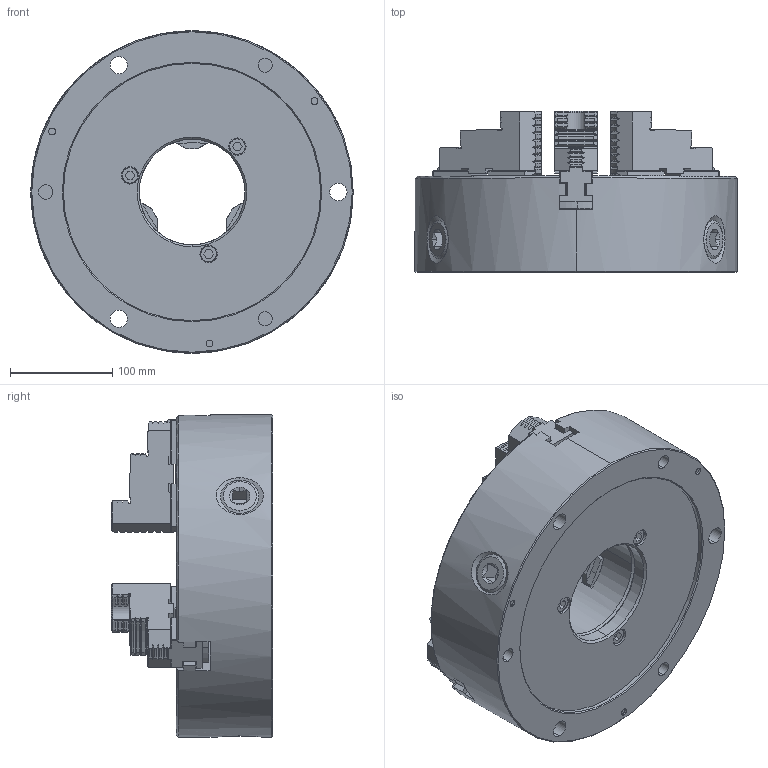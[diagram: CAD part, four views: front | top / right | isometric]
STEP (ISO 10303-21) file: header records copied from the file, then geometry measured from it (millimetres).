
FILE_DESCRIPTION (( 'STEP AP203' ), '1' );
FILE_NAME ('PS3-315A(F).STEP', '2023-02-18T00:44:06', ( '' ), ( '' ), 'SwSTEP 2.0', 'SolidWorks 2021', '' );
FILE_SCHEMA (( 'CONFIG_CONTROL_DESIGN' ));
Length unit declared in the file: millimetre
Products named in the file (6): PS3-315A(F); m12x40; huazhou1; m12x25; 攫极; dingzhao
Assembly tree (13 placements, depth 2):
  PS3-315A(F)
    攫极
    huazhou1  x3
    dingzhao  x3
    m12x40  x3
    m12x25  x3
Bounding box: 315 x 157.3 x 315 mm (x, y, z)
Volume: 6667067.5 mm3; surface area: 487061.4 mm2
Topology: 13 solids, 13 shells, 1597 faces, 4762 edges, 3223 vertices
Faces by surface type: plane 671, cylinder 533, cone 285, bspline 108
Entity records: 148358 total; most frequent: CARTESIAN_POINT 131011, ORIENTED_EDGE 3768, DIRECTION 3078, EDGE_CURVE 1884, VERTEX_POINT 1267, AXIS2_PLACEMENT_3D 1088, VECTOR 902, LINE 902
